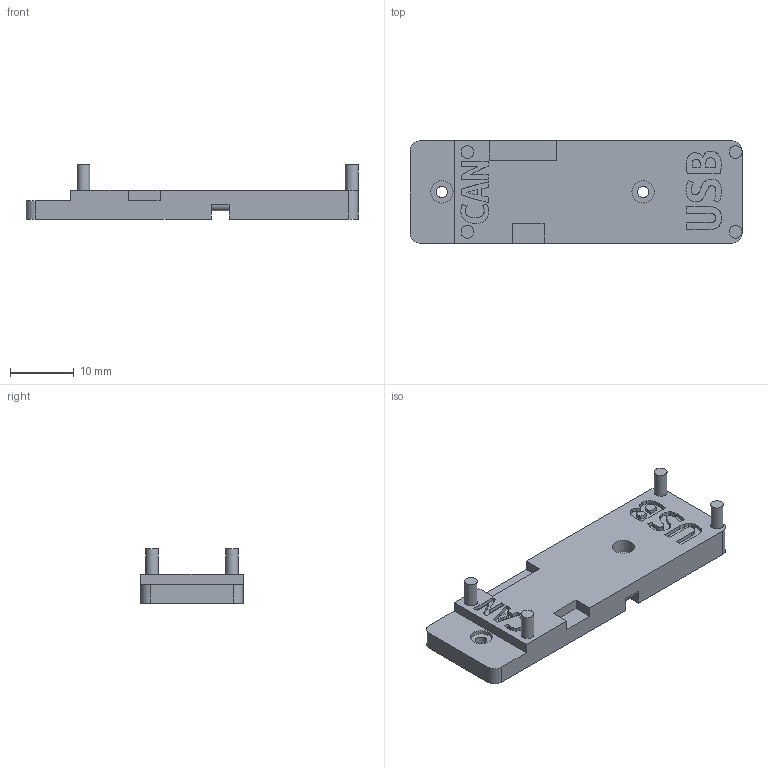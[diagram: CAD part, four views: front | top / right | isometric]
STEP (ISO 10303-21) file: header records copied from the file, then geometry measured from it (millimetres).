
FILE_DESCRIPTION(('FreeCAD Model'),'2;1');
FILE_NAME('Open CASCADE Shape Model','2023-09-22T10:47:13',('Author'),( ''),'Open CASCADE STEP processor 7.7','FreeCAD','Unknown');
FILE_SCHEMA(('AUTOMOTIVE_DESIGN { 1 0 10303 214 1 1 1 1 }'));
Length unit declared in the file: millimetre
Products named in the file (1): Body
Bounding box: 52 x 16 x 8.5 mm (x, y, z)
Volume: 3401.4 mm3; surface area: 2518.8 mm2
Topology: 1 solids, 1 shells, 200 faces, 555 edges, 370 vertices
Faces by surface type: extrusion 121, plane 65, cylinder 14
Full cylindrical faces by diameter (mm): 1.8 x2, 2 x4, 3.5 x2
Entity records: 14890 total; most frequent: CARTESIAN_POINT 3470, DIRECTION 1486, VECTOR 1246, LINE 1125, ORIENTED_EDGE 1110, PCURVE 1110, DEFINITIONAL_REPRESENTATION 1110, B_SPLINE_CURVE_WITH_KNOTS 605
